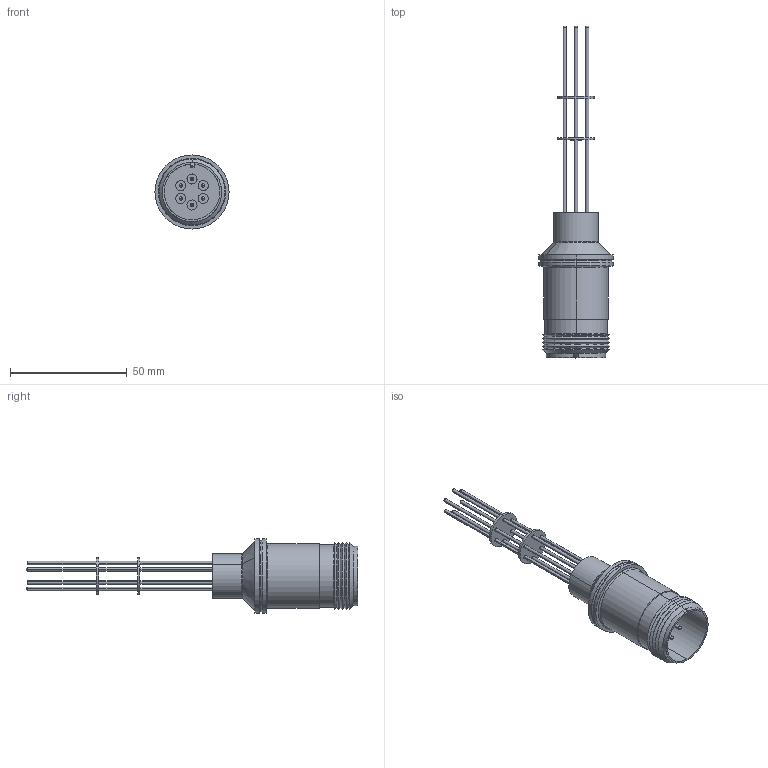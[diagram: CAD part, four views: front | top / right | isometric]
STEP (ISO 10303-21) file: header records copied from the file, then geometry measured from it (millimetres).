
FILE_DESCRIPTION (( 'STEP AP203' ), '1' );
FILE_NAME ('A0429-7-W.STEP', '2012-11-19T21:21:11', ( '' ), ( '' ), 'SwSTEP 2.0', 'SolidWorks 2012', '' );
FILE_SCHEMA (( 'CONFIG_CONTROL_DESIGN' ));
Length unit declared in the file: inch
Products named in the file (1): A0429-7-W
Bounding box: 31.75 x 142.11 x 31.75 mm (x, y, z)
Volume: 10788.7 mm3; surface area: 18819.9 mm2
Topology: 1 solids, 1 shells, 222 faces, 468 edges, 292 vertices
Faces by surface type: cylinder 112, plane 58, torus 28, cone 24
Entity records: 6155 total; most frequent: DIRECTION 1210, CARTESIAN_POINT 1007, ORIENTED_EDGE 936, AXIS2_PLACEMENT_3D 527, EDGE_CURVE 468, CIRCLE 304, VERTEX_POINT 292, EDGE_LOOP 286
